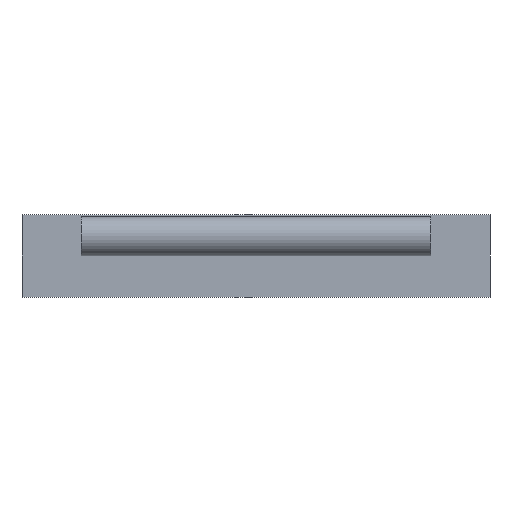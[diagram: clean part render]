
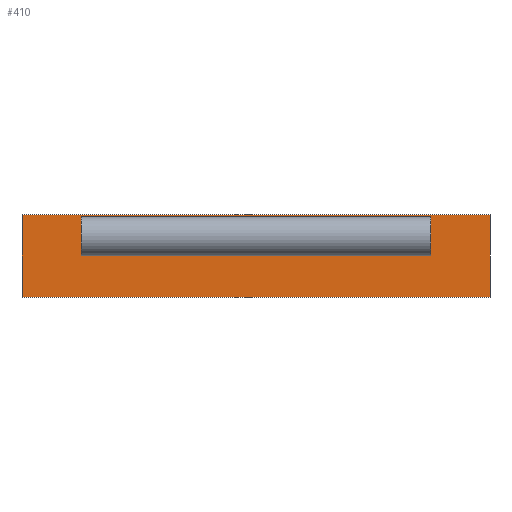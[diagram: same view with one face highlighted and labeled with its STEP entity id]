
A CAD part, left-side view. The second image highlights one B-rep face of the part: STEP entity #410.
In plain terms, the highlighted planar face has unit normal (-1, 0, 0).
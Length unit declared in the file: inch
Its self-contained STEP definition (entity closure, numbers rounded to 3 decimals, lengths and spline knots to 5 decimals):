
#31=LINE('',#989,#55);
#35=LINE('',#997,#59);
#38=LINE('',#1003,#62);
#41=LINE('',#1008,#65);
#55=VECTOR('',#616,39.37008);
#59=VECTOR('',#622,39.37008);
#62=VECTOR('',#627,39.37008);
#65=VECTOR('',#632,39.37008);
#108=PLANE('',#553);
#152=FACE_OUTER_BOUND('',#196,.T.);
#196=EDGE_LOOP('',(#335,#336,#337,#338));
#227=VERTEX_POINT('',#987);
#228=VERTEX_POINT('',#988);
#231=VERTEX_POINT('',#996);
#233=VERTEX_POINT('',#1002);
#259=EDGE_CURVE('',#227,#228,#31,.T.);
#263=EDGE_CURVE('',#228,#231,#35,.T.);
#266=EDGE_CURVE('',#231,#233,#38,.T.);
#269=EDGE_CURVE('',#233,#227,#41,.T.);
#335=ORIENTED_EDGE('',*,*,#259,.F.);
#336=ORIENTED_EDGE('',*,*,#269,.F.);
#337=ORIENTED_EDGE('',*,*,#266,.F.);
#338=ORIENTED_EDGE('',*,*,#263,.F.);
#410=ADVANCED_FACE('',(#152),#108,.T.);
#553=AXIS2_PLACEMENT_3D('',#1011,#636,#637);
#616=DIRECTION('',(0.,-1.,0.));
#622=DIRECTION('',(0.,0.,-1.));
#627=DIRECTION('',(0.,1.,0.));
#632=DIRECTION('',(0.,0.,1.));
#636=DIRECTION('center_axis',(-1.,0.,0.));
#637=DIRECTION('ref_axis',(0.,0.,1.));
#987=CARTESIAN_POINT('',(0.,19.75,0.));
#988=CARTESIAN_POINT('',(0.,0.,0.));
#989=CARTESIAN_POINT('',(0.,0.,0.));
#996=CARTESIAN_POINT('',(0.,0.,-3.5));
#997=CARTESIAN_POINT('',(0.,0.,0.));
#1002=CARTESIAN_POINT('',(0.,19.75,-3.5));
#1003=CARTESIAN_POINT('',(0.,0.,-3.5));
#1008=CARTESIAN_POINT('',(0.,19.75,0.));
#1011=CARTESIAN_POINT('Origin',(0.,0.,0.));
